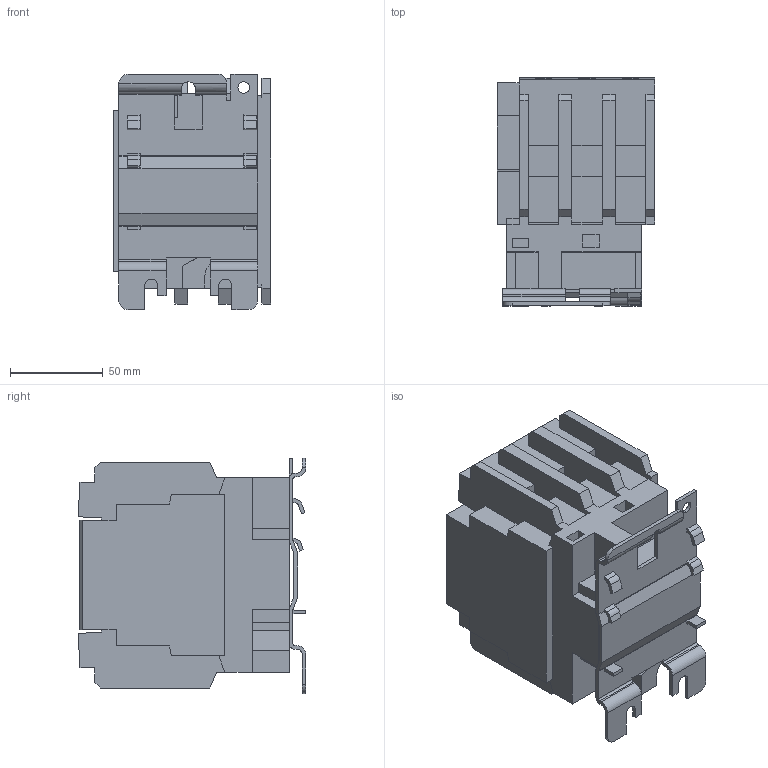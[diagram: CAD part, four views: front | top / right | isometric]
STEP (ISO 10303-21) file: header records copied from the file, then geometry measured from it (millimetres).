
FILE_DESCRIPTION (( 'STEP AP203' ), '1' );
FILE_NAME ('Êîíòàêòîð ÊÌÝ ìàëîãàáàðèòíûé 95À 1NO+1NC 380Â (ctr-s-95-380).STEP', '2020-09-17T06:48:20', ( '' ), ( '' ), 'SwSTEP 2.0', 'SolidWorks 2019', '' );
FILE_SCHEMA (( 'CONFIG_CONTROL_DESIGN' ));
Length unit declared in the file: millimetre
Products named in the file (1): Êîíòàêòîð ÊÌÝ ìàëîãàáàðèòíûé 95À 1NO+1NC 380Â (ctr-s-95-380)
Bounding box: 85 x 123 x 127 mm (x, y, z)
Volume: 860228.4 mm3; surface area: 100460.2 mm2
Topology: 1 solids, 1 shells, 300 faces, 862 edges, 571 vertices
Faces by surface type: plane 247, cylinder 53
Entity records: 9825 total; most frequent: CARTESIAN_POINT 1818, ORIENTED_EDGE 1724, DIRECTION 1546, EDGE_CURVE 862, VECTOR 748, LINE 748, VERTEX_POINT 571, AXIS2_PLACEMENT_3D 399
